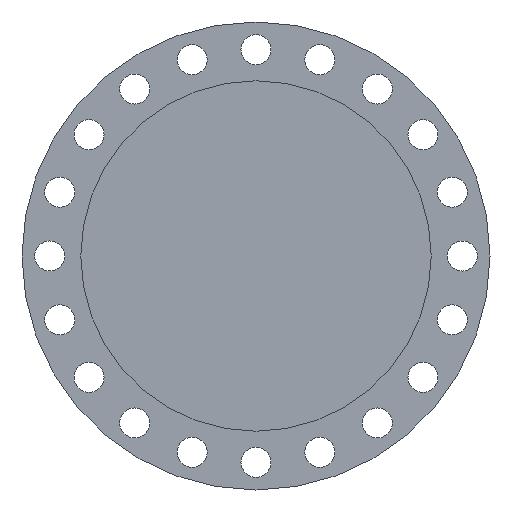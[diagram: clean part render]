
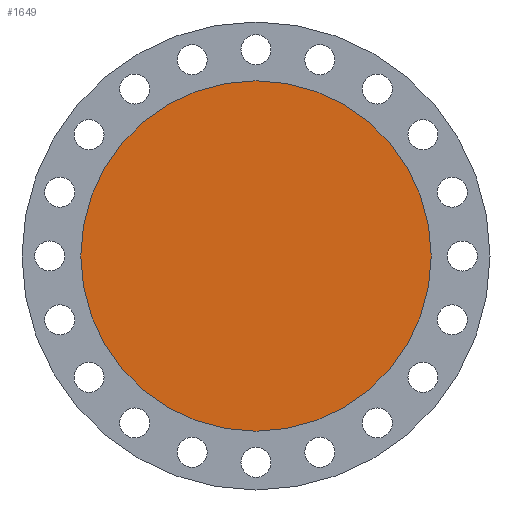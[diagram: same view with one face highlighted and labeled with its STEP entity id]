
A CAD part, left-side view. The second image highlights one B-rep face of the part: STEP entity #1649.
In plain terms, the highlighted planar face has unit normal (-1, 0, 0).
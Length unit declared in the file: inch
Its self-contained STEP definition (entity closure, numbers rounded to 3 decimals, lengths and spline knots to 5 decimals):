
#106 = AXIS2_PLACEMENT_3D ( 'NONE', #631, #1137, #1164 ) ;
#134 = PLANE ( 'NONE',  #260 ) ;
#199 = DIRECTION ( 'NONE',  ( 0., 0., 1. ) ) ;
#260 = AXIS2_PLACEMENT_3D ( 'NONE', #1064, #520, #364 ) ;
#263 = EDGE_CURVE ( 'NONE', #1014, #333, #1646, .T. ) ;
#279 = EDGE_LOOP ( 'NONE', ( #416, #1179 ) ) ;
#333 = VERTEX_POINT ( 'NONE', #1051 ) ;
#364 = DIRECTION ( 'NONE',  ( 0., 0., 1. ) ) ;
#416 = ORIENTED_EDGE ( 'NONE', *, *, #263, .T. ) ;
#520 = DIRECTION ( 'NONE',  ( -1., 0., 0. ) ) ;
#609 = CARTESIAN_POINT ( 'NONE',  ( 0., 0., 0. ) ) ;
#631 = CARTESIAN_POINT ( 'NONE',  ( 0., 0., 0. ) ) ;
#699 = CARTESIAN_POINT ( 'NONE',  ( 0., 0., 18.25 ) ) ;
#872 = DIRECTION ( 'NONE',  ( -1., 0., 0. ) ) ;
#1014 = VERTEX_POINT ( 'NONE', #699 ) ;
#1051 = CARTESIAN_POINT ( 'NONE',  ( 0., 0., -18.25 ) ) ;
#1064 = CARTESIAN_POINT ( 'NONE',  ( 0., 0., 0. ) ) ;
#1137 = DIRECTION ( 'NONE',  ( -1., 0., 0. ) ) ;
#1164 = DIRECTION ( 'NONE',  ( 0., 0., 1. ) ) ;
#1174 = EDGE_CURVE ( 'NONE', #333, #1014, #1577, .T. ) ;
#1179 = ORIENTED_EDGE ( 'NONE', *, *, #1174, .T. ) ;
#1551 = AXIS2_PLACEMENT_3D ( 'NONE', #609, #872, #199 ) ;
#1577 = CIRCLE ( 'NONE', #1551, 18.25 ) ;
#1584 = FACE_OUTER_BOUND ( 'NONE', #279, .T. ) ;
#1646 = CIRCLE ( 'NONE', #106, 18.25 ) ;
#1649 = ADVANCED_FACE ( 'NONE', ( #1584 ), #134, .T. ) ;
